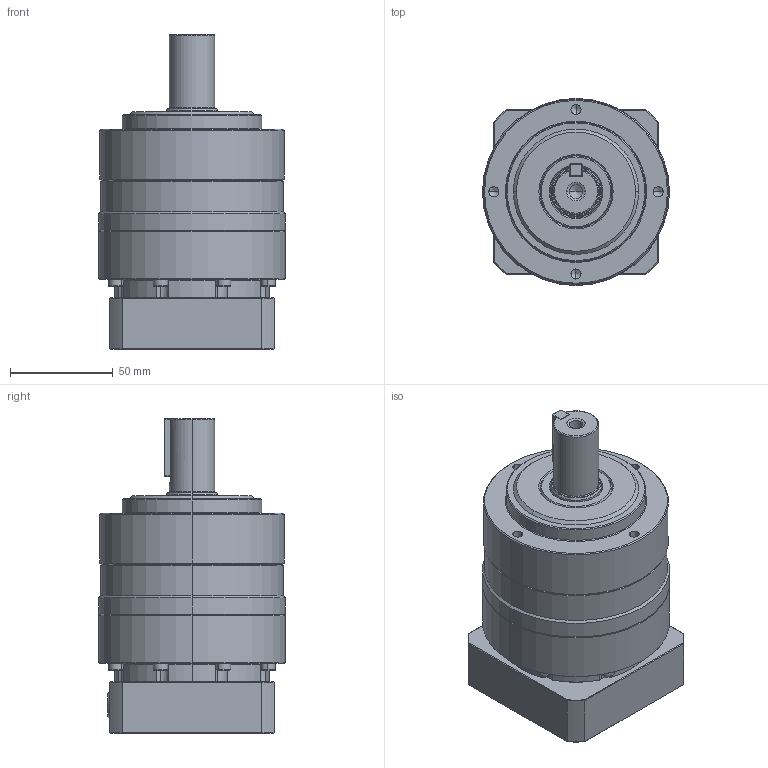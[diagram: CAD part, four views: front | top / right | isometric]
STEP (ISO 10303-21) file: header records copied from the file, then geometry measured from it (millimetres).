
FILE_DESCRIPTION (( 'STEP AP203' ), '1' );
FILE_NAME ('PGA090-10A3.step', '2019-12-03T14:53:44', ( '' ), ( '' ), 'SwSTEP 2.0', 'SolidWorks 2019', '' );
FILE_SCHEMA (( 'CONFIG_CONTROL_DESIGN' ));
Length unit declared in the file: inch
Products named in the file (1): PGA090-10A3
Bounding box: 91 x 91 x 153 mm (x, y, z)
Volume: 646227.2 mm3; surface area: 69263.2 mm2
Topology: 1 solids, 1 shells, 461 faces, 1189 edges, 731 vertices
Faces by surface type: plane 179, cylinder 122, cone 110, torus 50
Entity records: 14031 total; most frequent: CARTESIAN_POINT 3073, DIRECTION 2330, ORIENTED_EDGE 2278, EDGE_CURVE 1139, AXIS2_PLACEMENT_3D 918, VERTEX_POINT 731, EDGE_LOOP 518, VECTOR 494
